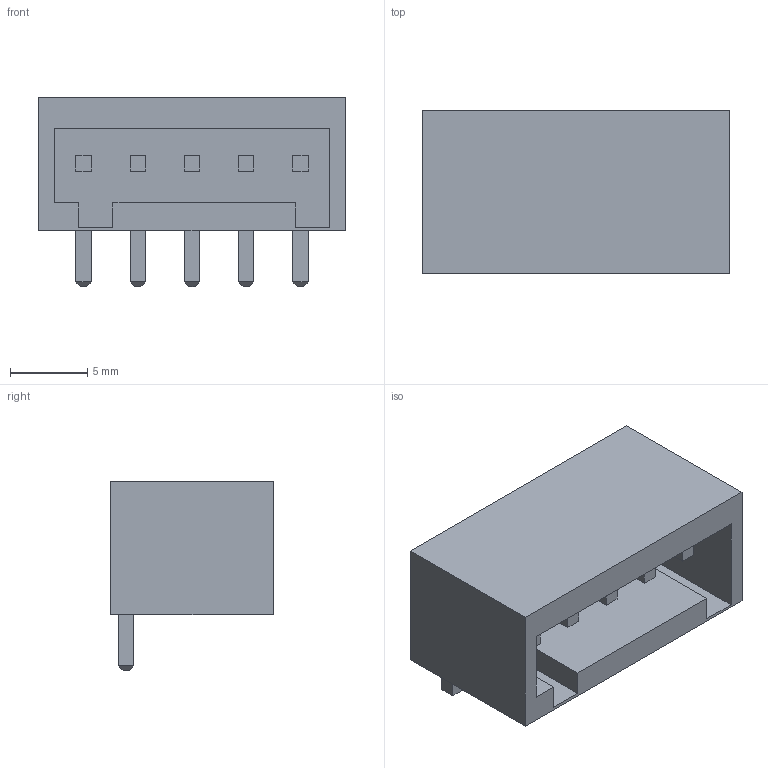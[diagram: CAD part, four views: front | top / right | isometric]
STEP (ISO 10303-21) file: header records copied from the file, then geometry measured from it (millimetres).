
FILE_DESCRIPTION (( 'STEP AP214' ), '1' );
FILE_NAME ('8EDGRC-3.5-05P.STEP', '2024-03-05T06:42:34', ( '' ), ( '' ), 'SwSTEP 2.0', 'SolidWorks 2019', '' );
FILE_SCHEMA (( 'AUTOMOTIVE_DESIGN' ));
Length unit declared in the file: millimetre
Products named in the file (1): 8EDGRC-3.5-05P
Bounding box: 19.8 x 10.5 x 12.2 mm (x, y, z)
Volume: 1182.9 mm3; surface area: 1465.9 mm2
Topology: 1 solids, 1 shells, 87 faces, 202 edges, 128 vertices
Faces by surface type: plane 87
Entity records: 3200 total; most frequent: CARTESIAN_POINT 418, ORIENTED_EDGE 404, DIRECTION 378, EDGE_CURVE 202, VECTOR 202, LINE 202, VERTEX_POINT 128, EDGE_LOOP 98
